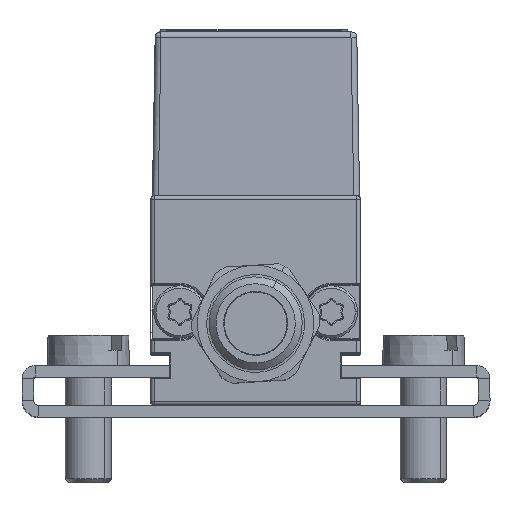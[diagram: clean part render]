
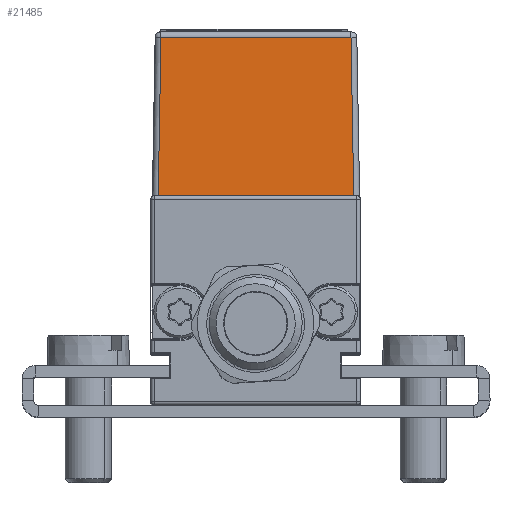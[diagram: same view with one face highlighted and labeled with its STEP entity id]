
A CAD part, top view. The second image highlights one B-rep face of the part: STEP entity #21485.
In plain terms, the highlighted planar face has unit normal (0, 0.018, 1).
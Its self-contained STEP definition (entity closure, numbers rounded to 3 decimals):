
#403 = VERTEX_POINT ( 'NONE', #16755 ) ;
#1665 = ORIENTED_EDGE ( 'NONE', *, *, #21933, .T. ) ;
#1728 = VECTOR ( 'NONE', #11920, 1000. ) ;
#2146 = DIRECTION ( 'NONE',  ( -1., 0., 0. ) ) ;
#3556 = PLANE ( 'NONE',  #13824 ) ;
#3629 = CARTESIAN_POINT ( 'NONE',  ( -8.868, 18., 58.009 ) ) ;
#3819 = CARTESIAN_POINT ( 'NONE',  ( -8.129, 31.583, 57.771 ) ) ;
#3912 = VECTOR ( 'NONE', #2146, 1000. ) ;
#4613 = ORIENTED_EDGE ( 'NONE', *, *, #26035, .T. ) ;
#4811 = VECTOR ( 'NONE', #16074, 1000. ) ;
#5690 = DIRECTION ( 'NONE',  ( 0., -1., 0.017 ) ) ;
#6434 = LINE ( 'NONE', #20038, #16560 ) ;
#9158 = EDGE_CURVE ( 'NONE', #403, #10169, #9939, .T. ) ;
#9939 = LINE ( 'NONE', #12241, #3912 ) ;
#10169 = VERTEX_POINT ( 'NONE', #3819 ) ;
#10736 = ORIENTED_EDGE ( 'NONE', *, *, #9158, .T. ) ;
#11804 = EDGE_LOOP ( 'NONE', ( #1665, #10736, #17580, #4613 ) ) ;
#11920 = DIRECTION ( 'NONE',  ( -0.017, 1., -0.017 ) ) ;
#12241 = CARTESIAN_POINT ( 'NONE',  ( -8.868, 31.583, 57.771 ) ) ;
#13824 = AXIS2_PLACEMENT_3D ( 'NONE', #3629, #17791, #5690 ) ;
#13835 = FACE_OUTER_BOUND ( 'NONE', #11804, .T. ) ;
#13961 = CARTESIAN_POINT ( 'NONE',  ( -8.868, 18., 58.009 ) ) ;
#15558 = LINE ( 'NONE', #13961, #4811 ) ;
#16074 = DIRECTION ( 'NONE',  ( 1., 0., 0. ) ) ;
#16560 = VECTOR ( 'NONE', #22082, 1000. ) ;
#16755 = CARTESIAN_POINT ( 'NONE',  ( 8.189, 31.583, 57.771 ) ) ;
#16966 = EDGE_CURVE ( 'NONE', #10169, #20477, #6434, .T. ) ;
#17580 = ORIENTED_EDGE ( 'NONE', *, *, #16966, .T. ) ;
#17791 = DIRECTION ( 'NONE',  ( 0., 0.017, 1. ) ) ;
#17884 = LINE ( 'NONE', #24075, #1728 ) ;
#19491 = VERTEX_POINT ( 'NONE', #20213 ) ;
#20038 = CARTESIAN_POINT ( 'NONE',  ( -8.366, 17.991, 58.009 ) ) ;
#20213 = CARTESIAN_POINT ( 'NONE',  ( 8.426, 18., 58.009 ) ) ;
#20477 = VERTEX_POINT ( 'NONE', #22016 ) ;
#21485 = ADVANCED_FACE ( 'NONE', ( #13835 ), #3556, .T. ) ;
#21933 = EDGE_CURVE ( 'NONE', #19491, #403, #17884, .T. ) ;
#22016 = CARTESIAN_POINT ( 'NONE',  ( -8.366, 18., 58.009 ) ) ;
#22082 = DIRECTION ( 'NONE',  ( -0.017, -1., 0.017 ) ) ;
#24075 = CARTESIAN_POINT ( 'NONE',  ( 8.421, 18.302, 58.003 ) ) ;
#26035 = EDGE_CURVE ( 'NONE', #20477, #19491, #15558, .T. ) ;
